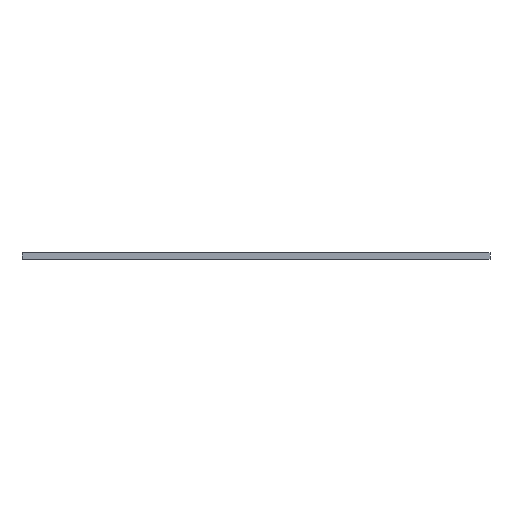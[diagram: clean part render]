
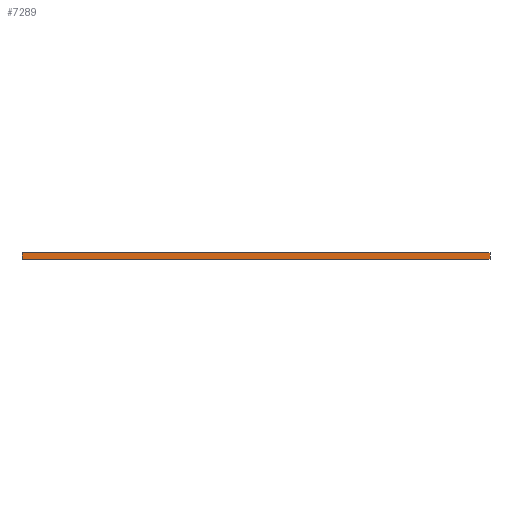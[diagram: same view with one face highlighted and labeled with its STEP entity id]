
A CAD part, front view. The second image highlights one B-rep face of the part: STEP entity #7289.
In plain terms, the highlighted planar face has unit normal (0, -1, 0).
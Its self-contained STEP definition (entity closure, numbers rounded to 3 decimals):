
#1050=FACE_OUTER_BOUND('',#1472,.T.);
#1472=EDGE_LOOP('',(#6632,#6633,#6634,#6635));
#2009=LINE('',#13500,#2671);
#2142=LINE('',#13885,#2804);
#2143=LINE('',#13888,#2805);
#2144=LINE('',#13889,#2806);
#2671=VECTOR('',#8357,10.);
#2804=VECTOR('',#8742,10.);
#2805=VECTOR('',#8745,10.);
#2806=VECTOR('',#8746,10.);
#3395=VERTEX_POINT('',#13497);
#3396=VERTEX_POINT('',#13499);
#3522=VERTEX_POINT('',#13883);
#3523=VERTEX_POINT('',#13887);
#4395=EDGE_CURVE('',#3395,#3396,#2009,.T.);
#4584=EDGE_CURVE('',#3395,#3522,#2142,.T.);
#4585=EDGE_CURVE('',#3523,#3522,#2143,.T.);
#4586=EDGE_CURVE('',#3396,#3523,#2144,.T.);
#6632=ORIENTED_EDGE('',*,*,#4395,.F.);
#6633=ORIENTED_EDGE('',*,*,#4584,.T.);
#6634=ORIENTED_EDGE('',*,*,#4585,.F.);
#6635=ORIENTED_EDGE('',*,*,#4586,.F.);
#6905=PLANE('',#7568);
#7289=ADVANCED_FACE('',(#1050),#6905,.T.);
#7568=AXIS2_PLACEMENT_3D('',#13886,#8743,#8744);
#8357=DIRECTION('',(-1.,0.,0.));
#8742=DIRECTION('',(0.,0.,1.));
#8743=DIRECTION('center_axis',(0.,-1.,0.));
#8744=DIRECTION('ref_axis',(1.,0.,0.));
#8745=DIRECTION('',(1.,0.,0.));
#8746=DIRECTION('',(0.,0.,1.));
#13497=CARTESIAN_POINT('',(94.654,-86.528,0.));
#13499=CARTESIAN_POINT('',(-10.396,-86.528,0.));
#13500=CARTESIAN_POINT('',(94.654,-86.528,0.));
#13883=CARTESIAN_POINT('',(94.654,-86.528,1.5));
#13885=CARTESIAN_POINT('',(94.654,-86.528,0.));
#13886=CARTESIAN_POINT('Origin',(-10.396,-86.528,0.));
#13887=CARTESIAN_POINT('',(-10.396,-86.528,1.5));
#13888=CARTESIAN_POINT('',(94.654,-86.528,1.5));
#13889=CARTESIAN_POINT('',(-10.396,-86.528,0.));
